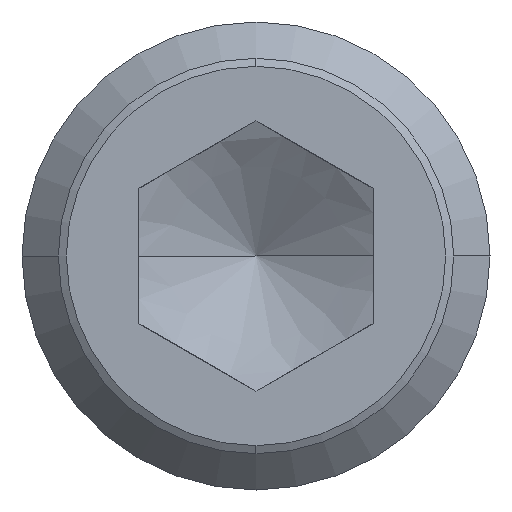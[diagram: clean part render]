
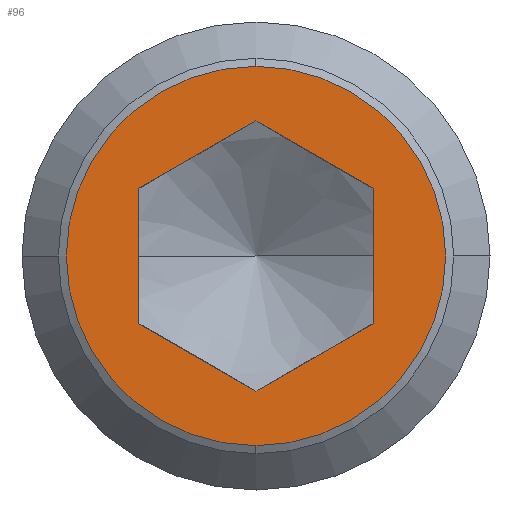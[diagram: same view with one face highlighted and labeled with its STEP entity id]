
A CAD part, left-side view. The second image highlights one B-rep face of the part: STEP entity #96.
In plain terms, the highlighted planar face has unit normal (-1, 0, 0).
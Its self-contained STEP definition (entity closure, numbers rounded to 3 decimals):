
#96=ADVANCED_FACE('',(#188,#189),#190,.T.);
#188=FACE_BOUND('',#273,.T.);
#189=FACE_OUTER_BOUND('',#274,.T.);
#190=PLANE('',#275);
#273=EDGE_LOOP('',(#472,#473,#474,#475,#476,#477));
#274=EDGE_LOOP('',(#478,#479));
#275=AXIS2_PLACEMENT_3D('',#480,#481,#482);
#472=ORIENTED_EDGE('',*,*,#546,.T.);
#473=ORIENTED_EDGE('',*,*,#550,.T.);
#474=ORIENTED_EDGE('',*,*,#560,.T.);
#475=ORIENTED_EDGE('',*,*,#555,.T.);
#476=ORIENTED_EDGE('',*,*,#552,.T.);
#477=ORIENTED_EDGE('',*,*,#541,.T.);
#478=ORIENTED_EDGE('',*,*,#523,.T.);
#479=ORIENTED_EDGE('',*,*,#562,.T.);
#480=CARTESIAN_POINT('',(-16.5,1.403,0.));
#481=DIRECTION('',(-1.0,0.,0.));
#482=DIRECTION('',(0.,1.0,0.0));
#523=EDGE_CURVE('',#619,#623,#625,.T.);
#541=EDGE_CURVE('',#650,#648,#651,.T.);
#546=EDGE_CURVE('',#648,#656,#658,.T.);
#550=EDGE_CURVE('',#656,#662,#664,.T.);
#552=EDGE_CURVE('',#666,#650,#667,.T.);
#555=EDGE_CURVE('',#670,#666,#671,.T.);
#560=EDGE_CURVE('',#662,#670,#677,.T.);
#562=EDGE_CURVE('',#623,#619,#679,.T.);
#619=VERTEX_POINT('',#782);
#623=VERTEX_POINT('',#787);
#625=CIRCLE('',#790,1.621);
#648=VERTEX_POINT('',#817);
#650=VERTEX_POINT('',#820);
#651=LINE('',#821,#822);
#656=VERTEX_POINT('',#837);
#658=LINE('',#840,#841);
#662=VERTEX_POINT('',#854);
#664=LINE('',#857,#858);
#666=VERTEX_POINT('',#860);
#667=LINE('',#861,#862);
#670=VERTEX_POINT('',#866);
#671=LINE('',#867,#868);
#677=LINE('',#893,#894);
#679=CIRCLE('',#896,1.621);
#782=CARTESIAN_POINT('',(-16.5,0.,-1.621));
#787=CARTESIAN_POINT('',(-16.5,0.,1.621));
#790=AXIS2_PLACEMENT_3D('',#943,#944,#945);
#817=CARTESIAN_POINT('',(-16.5,1.,-0.578));
#820=CARTESIAN_POINT('',(-16.5,0.,-1.155));
#821=CARTESIAN_POINT('',(-16.5,0.75,-0.722));
#822=VECTOR('',#969,1.0);
#837=CARTESIAN_POINT('',(-16.5,1.,0.577));
#840=CARTESIAN_POINT('',(-16.5,1.,0.289));
#841=VECTOR('',#972,1.0);
#854=CARTESIAN_POINT('',(-16.5,0.,1.155));
#857=CARTESIAN_POINT('',(-16.5,0.25,1.011));
#858=VECTOR('',#974,1.0);
#860=CARTESIAN_POINT('',(-16.5,-1.,-0.578));
#861=CARTESIAN_POINT('',(-16.5,-0.25,-1.011));
#862=VECTOR('',#975,1.0);
#866=CARTESIAN_POINT('',(-16.5,-1.,0.577));
#867=CARTESIAN_POINT('',(-16.5,-1.,-0.289));
#868=VECTOR('',#977,1.0);
#893=CARTESIAN_POINT('',(-16.5,-0.75,0.722));
#894=VECTOR('',#979,1.0);
#896=AXIS2_PLACEMENT_3D('',#980,#981,#982);
#943=CARTESIAN_POINT('',(-16.5,0.0,0.));
#944=DIRECTION('',(-1.0,0.,0.));
#945=DIRECTION('',(0.,0.,-1.0));
#969=DIRECTION('',(0.0,0.866,0.5));
#972=DIRECTION('',(0.0,0.0,1.0));
#974=DIRECTION('',(0.0,-0.866,0.5));
#975=DIRECTION('',(0.0,0.866,-0.5));
#977=DIRECTION('',(0.0,0.0,-1.0));
#979=DIRECTION('',(0.0,-0.866,-0.5));
#980=CARTESIAN_POINT('',(-16.5,0.0,0.));
#981=DIRECTION('',(-1.0,0.,0.));
#982=DIRECTION('',(0.,0.,-1.0));
